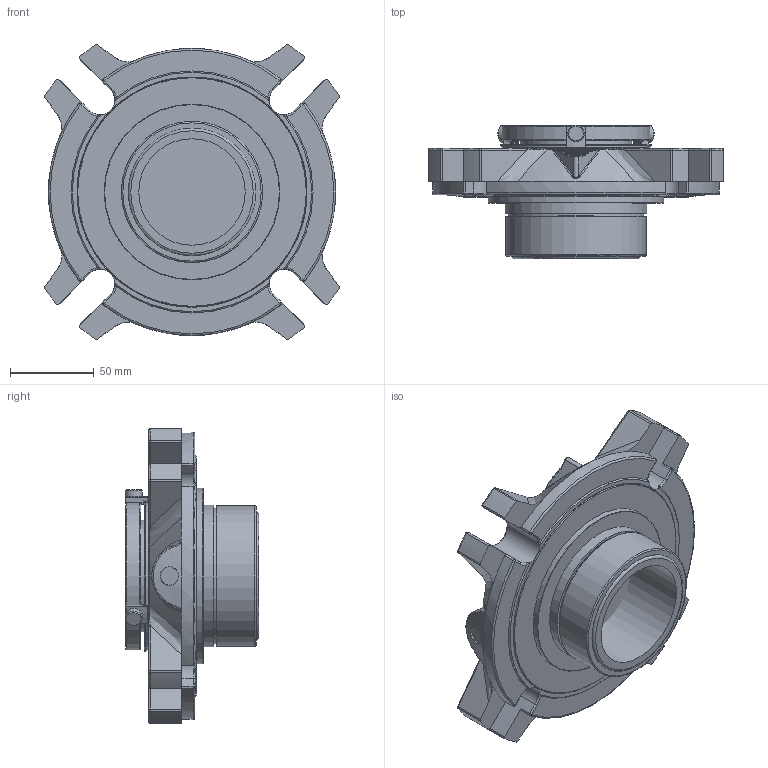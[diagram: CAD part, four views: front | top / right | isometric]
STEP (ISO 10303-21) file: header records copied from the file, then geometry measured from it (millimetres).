
FILE_DESCRIPTION(/* description */ ('Unknown'),/* implementation_level */ '2;1');
FILE_NAME(/* name */ '2.500 CSSN ANSI SEAL ARRANGEMENT',/* time_stamp */ '2023-05-22T10:05:58+01:00',/* author */ ('Unknown'),/* organization */ ('Unknown'),/* preprocessor_version */ 'ST-DEVELOPER v18.102',/* originating_system */ 'Solid Edge',/* authorisation */ 'Unknown');
FILE_SCHEMA (('AUTOMOTIVE_DESIGN {1 0 10303 214 3 1 1}'));
Length unit declared in the file: millimetre
Products named in the file (1): 2.500
Bounding box: 176.08 x 79.58 x 176.08 mm (x, y, z)
Volume: 672757 mm3; surface area: 106598.4 mm2
Topology: 1 solids, 1 shells, 536 faces, 1385 edges, 830 vertices
Faces by surface type: cylinder 196, plane 143, torus 79, bspline 61, sphere 40, cone 17
Full cylindrical faces by diameter (mm): 3.31 x1, 9.99 x3, 10.998 x3, 63.5 x1, 66.583 x2, 76.098 x1, 81.021 x1, 84.041 x1, 84.371 x1, 88.392 x1, 89.916 x1, 104.775 x1, 136.388 x1, 137.16 x1
Entity records: 17287 total; most frequent: CARTESIAN_POINT 4924, DIRECTION 2637, ORIENTED_EDGE 2550, EDGE_CURVE 1275, AXIS2_PLACEMENT_3D 1083, VERTEX_POINT 795, EDGE_LOOP 616, FACE_BOUND 616
